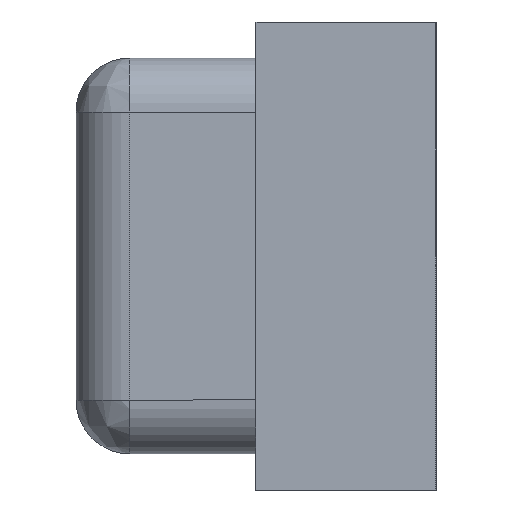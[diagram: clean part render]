
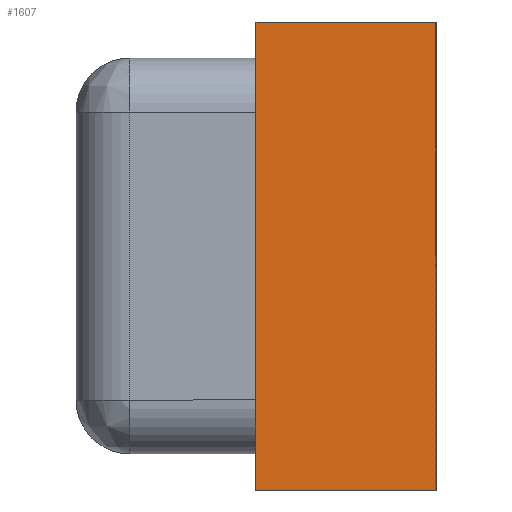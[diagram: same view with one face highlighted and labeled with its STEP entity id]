
A CAD part, left-side view. The second image highlights one B-rep face of the part: STEP entity #1607.
In plain terms, the highlighted planar face has unit normal (-1, 0, 0).
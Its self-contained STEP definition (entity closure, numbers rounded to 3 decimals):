
#46 = VECTOR ( 'NONE', #176, 1000. ) ;
#72 = DIRECTION ( 'NONE',  ( 0., 0., -1. ) ) ;
#106 = VERTEX_POINT ( 'NONE', #1603 ) ;
#107 = DIRECTION ( 'NONE',  ( 0., -1., 0. ) ) ;
#108 = AXIS2_PLACEMENT_3D ( 'NONE', #1643, #113, #1410 ) ;
#113 = DIRECTION ( 'NONE',  ( 1., 0., 0. ) ) ;
#154 = EDGE_LOOP ( 'NONE', ( #1273, #772, #1073, #946 ) ) ;
#170 = EDGE_CURVE ( 'NONE', #1103, #461, #815, .T. ) ;
#176 = DIRECTION ( 'NONE',  ( 0., 1., 0. ) ) ;
#236 = LINE ( 'NONE', #301, #1332 ) ;
#300 = EDGE_CURVE ( 'NONE', #1103, #1450, #1604, .T. ) ;
#301 = CARTESIAN_POINT ( 'NONE',  ( -1.6, 0., 0.65 ) ) ;
#412 = CARTESIAN_POINT ( 'NONE',  ( -1.6, 0.4, -0.65 ) ) ;
#461 = VERTEX_POINT ( 'NONE', #1019 ) ;
#493 = EDGE_CURVE ( 'NONE', #106, #461, #744, .T. ) ;
#541 = CARTESIAN_POINT ( 'NONE',  ( -1.6, 0.5, 0.65 ) ) ;
#579 = CARTESIAN_POINT ( 'NONE',  ( -1.6, 0.5, -0.65 ) ) ;
#646 = CARTESIAN_POINT ( 'NONE',  ( -1.6, 0., 0.65 ) ) ;
#744 = LINE ( 'NONE', #412, #46 ) ;
#772 = ORIENTED_EDGE ( 'NONE', *, *, #170, .T. ) ;
#815 = LINE ( 'NONE', #579, #1115 ) ;
#838 = VECTOR ( 'NONE', #107, 1000. ) ;
#942 = EDGE_CURVE ( 'NONE', #1450, #106, #236, .T. ) ;
#946 = ORIENTED_EDGE ( 'NONE', *, *, #942, .F. ) ;
#997 = CARTESIAN_POINT ( 'NONE',  ( -1.6, 0.4, 0.65 ) ) ;
#1019 = CARTESIAN_POINT ( 'NONE',  ( -1.6, 0.5, -0.65 ) ) ;
#1073 = ORIENTED_EDGE ( 'NONE', *, *, #493, .F. ) ;
#1103 = VERTEX_POINT ( 'NONE', #541 ) ;
#1115 = VECTOR ( 'NONE', #72, 1000. ) ;
#1228 = FACE_OUTER_BOUND ( 'NONE', #154, .T. ) ;
#1273 = ORIENTED_EDGE ( 'NONE', *, *, #300, .F. ) ;
#1332 = VECTOR ( 'NONE', #1339, 1000. ) ;
#1339 = DIRECTION ( 'NONE',  ( 0., 0., -1. ) ) ;
#1410 = DIRECTION ( 'NONE',  ( 0., 0., -1. ) ) ;
#1450 = VERTEX_POINT ( 'NONE', #646 ) ;
#1603 = CARTESIAN_POINT ( 'NONE',  ( -1.6, 0., -0.65 ) ) ;
#1604 = LINE ( 'NONE', #997, #838 ) ;
#1607 = ADVANCED_FACE ( 'NONE', ( #1228 ), #1656, .F. ) ;
#1643 = CARTESIAN_POINT ( 'NONE',  ( -1.6, 0.4, 0.65 ) ) ;
#1656 = PLANE ( 'NONE',  #108 ) ;
